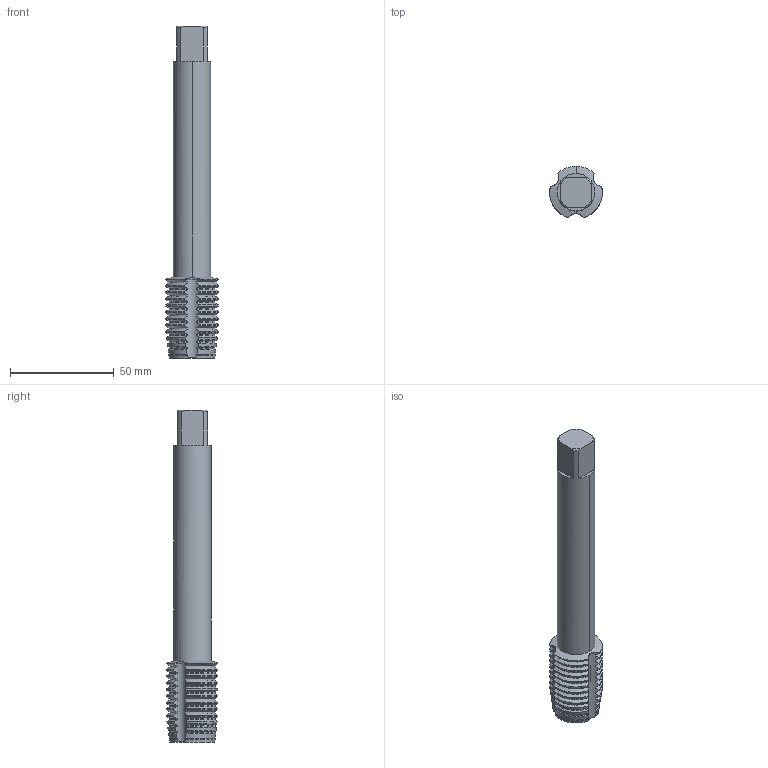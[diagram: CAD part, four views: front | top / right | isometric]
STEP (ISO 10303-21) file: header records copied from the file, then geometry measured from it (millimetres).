
FILE_DESCRIPTION(('no description'),'unknown implementation level');
FILE_NAME('solidQRs8fTHTLWjfz6G7U3cIbOUXPZ4_1.STP',' ',('CIM GmbH Aachen'),('CADClick - KiM GmbH - www.kimweb.de'),'unknown preprocess','ACIS','unknown authorization');
FILE_SCHEMA(('automotive_design'));
Length unit declared in the file: millimetre
Products named in the file (2): 1; 2
Bounding box: 25.4 x 24.88 x 160 mm (x, y, z)
Volume: 46082.6 mm3; surface area: 16689.1 mm2
Topology: 2 solids, 2 shells, 286 faces, 790 edges, 508 vertices
Faces by surface type: cone 150, cylinder 116, plane 17, torus 3
Entity records: 20049 total; most frequent: CARTESIAN_POINT 4051, STYLED_ITEM 1586, PRESENTATION_STYLE_ASSIGNMENT 1586, COLOUR_RGB 1586, ORIENTED_EDGE 1580, DIRECTION 1487, EDGE_CURVE 790, CURVE_STYLE 790
